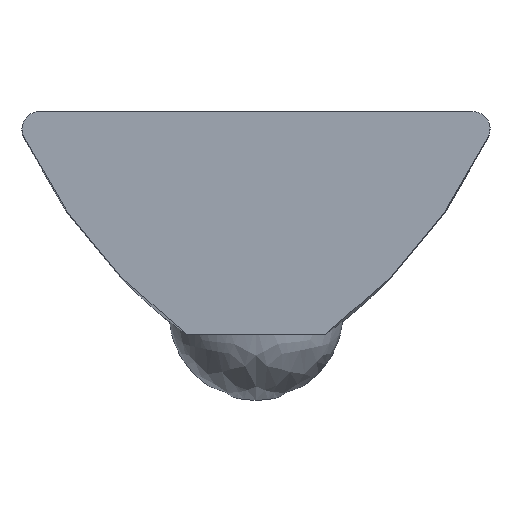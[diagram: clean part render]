
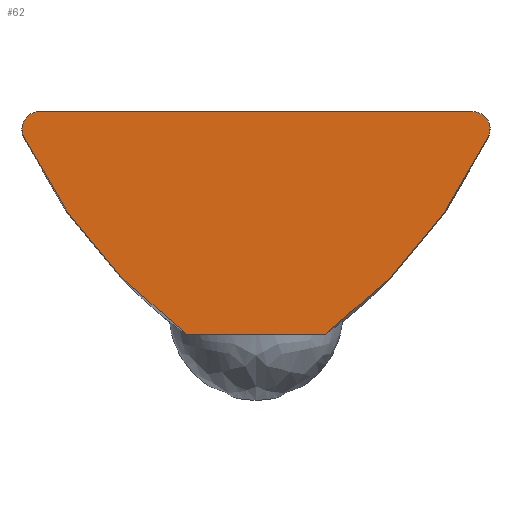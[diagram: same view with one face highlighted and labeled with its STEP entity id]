
A CAD part, top view. The second image highlights one B-rep face of the part: STEP entity #62.
In plain terms, the highlighted planar face has unit normal (0, 0, 1).
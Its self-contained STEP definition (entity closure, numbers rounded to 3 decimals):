
#7 = DIRECTION ( 'NONE',  ( 0., 0., 1. ) ) ;
#9 = CARTESIAN_POINT ( 'NONE',  ( -6.686, -1.513, 22. ) ) ;
#20 = CIRCLE ( 'NONE', #871, 0.5 ) ;
#27 = EDGE_CURVE ( 'NONE', #280, #590, #105, .T. ) ;
#58 = CIRCLE ( 'NONE', #227, 0.5 ) ;
#62 = ADVANCED_FACE ( 'NONE', ( #697 ), #513, .T. ) ;
#69 = EDGE_CURVE ( 'NONE', #348, #173, #20, .T. ) ;
#94 = DIRECTION ( 'NONE',  ( -1., 0., 0. ) ) ;
#99 = AXIS2_PLACEMENT_3D ( 'NONE', #230, #516, #443 ) ;
#103 = DIRECTION ( 'NONE',  ( 1., 0., 0. ) ) ;
#105 = CIRCLE ( 'NONE', #318, 15. ) ;
#123 = DIRECTION ( 'NONE',  ( 0., 0., -1. ) ) ;
#138 = VERTEX_POINT ( 'NONE', #473 ) ;
#139 = CIRCLE ( 'NONE', #583, 0.5 ) ;
#165 = EDGE_LOOP ( 'NONE', ( #189, #466, #751, #625, #542, #792, #305 ) ) ;
#173 = VERTEX_POINT ( 'NONE', #610 ) ;
#189 = ORIENTED_EDGE ( 'NONE', *, *, #497, .T. ) ;
#195 = CARTESIAN_POINT ( 'NONE',  ( 6.233, -1.3, 22. ) ) ;
#201 = CARTESIAN_POINT ( 'NONE',  ( 6.686, -1.513, 22. ) ) ;
#208 = CIRCLE ( 'NONE', #424, 15. ) ;
#221 = CARTESIAN_POINT ( 'NONE',  ( -6.233, -0.8, 22. ) ) ;
#224 = DIRECTION ( 'NONE',  ( 0., 0., 1. ) ) ;
#227 = AXIS2_PLACEMENT_3D ( 'NONE', #195, #123, #330 ) ;
#230 = CARTESIAN_POINT ( 'NONE',  ( 0., 0., 22. ) ) ;
#277 = DIRECTION ( 'NONE',  ( -1., 0., 0. ) ) ;
#280 = VERTEX_POINT ( 'NONE', #9 ) ;
#295 = LINE ( 'NONE', #396, #785 ) ;
#305 = ORIENTED_EDGE ( 'NONE', *, *, #528, .T. ) ;
#318 = AXIS2_PLACEMENT_3D ( 'NONE', #503, #224, #94 ) ;
#330 = DIRECTION ( 'NONE',  ( -1., 0., 0. ) ) ;
#348 = VERTEX_POINT ( 'NONE', #221 ) ;
#372 = DIRECTION ( 'NONE',  ( -1., 0., 0. ) ) ;
#388 = CARTESIAN_POINT ( 'NONE',  ( -2., -7.2, 22. ) ) ;
#396 = CARTESIAN_POINT ( 'NONE',  ( 4.3, -0.8, 22. ) ) ;
#414 = CARTESIAN_POINT ( 'NONE',  ( 2., -7.2, 22. ) ) ;
#424 = AXIS2_PLACEMENT_3D ( 'NONE', #573, #655, #715 ) ;
#431 = LINE ( 'NONE', #584, #579 ) ;
#443 = DIRECTION ( 'NONE',  ( 1., 0., 0. ) ) ;
#466 = ORIENTED_EDGE ( 'NONE', *, *, #694, .F. ) ;
#473 = CARTESIAN_POINT ( 'NONE',  ( 6.233, -0.8, 22. ) ) ;
#497 = EDGE_CURVE ( 'NONE', #819, #824, #208, .T. ) ;
#503 = CARTESIAN_POINT ( 'NONE',  ( 6.879, 4.89, 22. ) ) ;
#513 = PLANE ( 'NONE',  #99 ) ;
#516 = DIRECTION ( 'NONE',  ( 0., 0., 1. ) ) ;
#528 = EDGE_CURVE ( 'NONE', #590, #819, #431, .T. ) ;
#542 = ORIENTED_EDGE ( 'NONE', *, *, #803, .T. ) ;
#557 = EDGE_CURVE ( 'NONE', #348, #138, #295, .T. ) ;
#573 = CARTESIAN_POINT ( 'NONE',  ( -6.879, 4.89, 22. ) ) ;
#579 = VECTOR ( 'NONE', #103, 1000. ) ;
#583 = AXIS2_PLACEMENT_3D ( 'NONE', #830, #7, #277 ) ;
#584 = CARTESIAN_POINT ( 'NONE',  ( 0., -7.2, 22. ) ) ;
#590 = VERTEX_POINT ( 'NONE', #388 ) ;
#610 = CARTESIAN_POINT ( 'NONE',  ( -6.733, -1.3, 22. ) ) ;
#625 = ORIENTED_EDGE ( 'NONE', *, *, #69, .T. ) ;
#645 = DIRECTION ( 'NONE',  ( 0., 0., 1. ) ) ;
#655 = DIRECTION ( 'NONE',  ( 0., 0., 1. ) ) ;
#694 = EDGE_CURVE ( 'NONE', #138, #824, #58, .T. ) ;
#697 = FACE_OUTER_BOUND ( 'NONE', #165, .T. ) ;
#715 = DIRECTION ( 'NONE',  ( -1., 0., 0. ) ) ;
#728 = DIRECTION ( 'NONE',  ( 1., 0., 0. ) ) ;
#751 = ORIENTED_EDGE ( 'NONE', *, *, #557, .F. ) ;
#785 = VECTOR ( 'NONE', #728, 1000. ) ;
#786 = CARTESIAN_POINT ( 'NONE',  ( -6.233, -1.3, 22. ) ) ;
#792 = ORIENTED_EDGE ( 'NONE', *, *, #27, .T. ) ;
#803 = EDGE_CURVE ( 'NONE', #173, #280, #139, .T. ) ;
#819 = VERTEX_POINT ( 'NONE', #414 ) ;
#824 = VERTEX_POINT ( 'NONE', #201 ) ;
#830 = CARTESIAN_POINT ( 'NONE',  ( -6.233, -1.3, 22. ) ) ;
#871 = AXIS2_PLACEMENT_3D ( 'NONE', #786, #645, #372 ) ;
